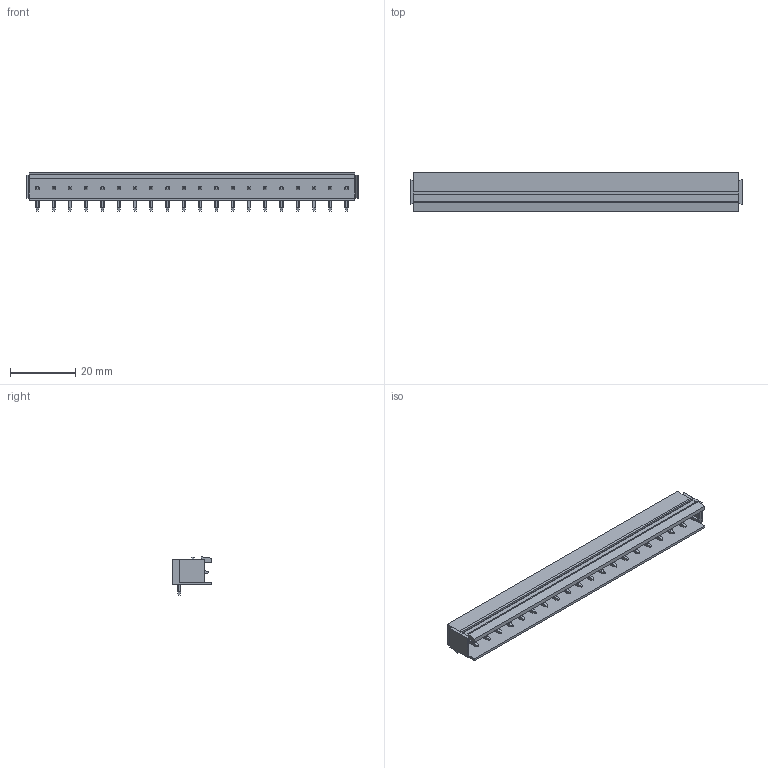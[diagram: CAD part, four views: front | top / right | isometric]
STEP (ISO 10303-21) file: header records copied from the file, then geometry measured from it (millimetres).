
FILE_DESCRIPTION(('CATIA V5 STEP Exchange','CAx-IF Rec.Pracs.--- Model Styling and Organization---1.2---2011-12-15'),'2;1');
FILE_NAME ('D1452931_0_1581040000_1581040000.stp','2018-10-13T04:26:45+00:00',('none'),('Weidmueller'),'CATIA Version 5-6 Release 2014','CATIA V5 STEP AP214','none');
FILE_SCHEMA(('AUTOMOTIVE_DESIGN { 1 0 10303 214 1 1 1 1 }'));
Length unit declared in the file: millimetre
Products named in the file (1): 1581040000
Bounding box: 102 x 12 x 11.7 mm (x, y, z)
Volume: 4579.3 mm3; surface area: 7673.3 mm2
Topology: 21 solids, 21 shells, 807 faces, 2123 edges, 1358 vertices
Faces by surface type: plane 485, cylinder 322
Entity records: 22305 total; most frequent: CARTESIAN_POINT 5372, ORIENTED_EDGE 4246, EDGE_CURVE 2117, DIRECTION 2113, VERTEX_POINT 1350, VECTOR 1313, LINE 1313, EDGE_LOOP 847
